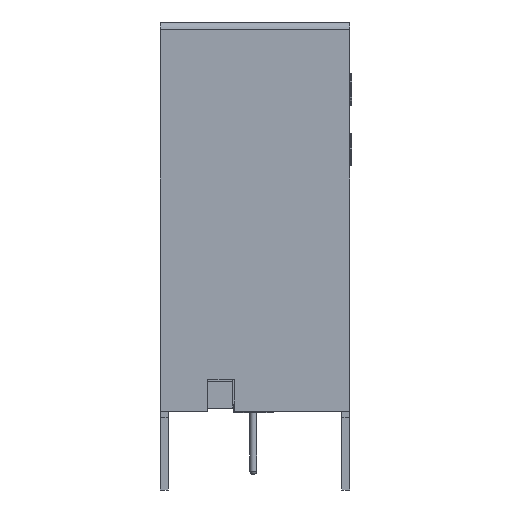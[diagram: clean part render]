
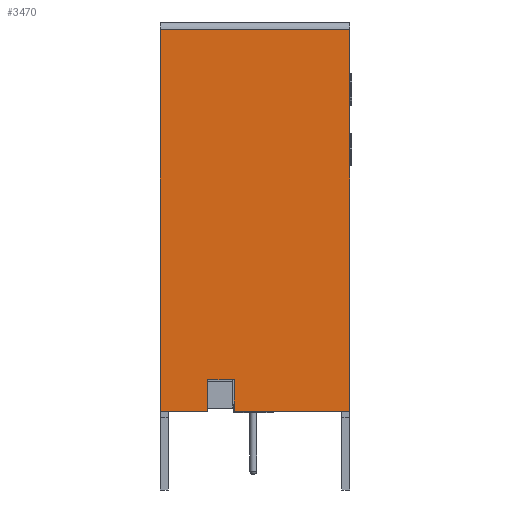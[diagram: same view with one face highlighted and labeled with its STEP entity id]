
A CAD part, left-side view. The second image highlights one B-rep face of the part: STEP entity #3470.
In plain terms, the highlighted planar face has unit normal (-1, 0, 0).
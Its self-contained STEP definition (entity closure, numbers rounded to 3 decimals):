
#903 = PLANE('',#904);
#904 = AXIS2_PLACEMENT_3D('',#905,#906,#907);
#905 = CARTESIAN_POINT('',(23.,0.,10.365));
#906 = DIRECTION('',(0.,1.,0.));
#907 = DIRECTION('',(0.,0.,1.));
#959 = PLANE('',#960);
#960 = AXIS2_PLACEMENT_3D('',#961,#962,#963);
#961 = CARTESIAN_POINT('',(23.,-12.,10.365));
#962 = DIRECTION('',(0.,1.,0.));
#963 = DIRECTION('',(0.,0.,1.));
#1557 = VERTEX_POINT('',#1558);
#1558 = CARTESIAN_POINT('',(0.,0.,0.));
#1572 = PLANE('',#1573);
#1573 = AXIS2_PLACEMENT_3D('',#1574,#1575,#1576);
#1574 = CARTESIAN_POINT('',(5.1,0.,0.));
#1575 = DIRECTION('',(0.,0.,-1.));
#1576 = DIRECTION('',(-1.,0.,0.));
#1584 = EDGE_CURVE('',#1557,#1585,#1587,.T.);
#1585 = VERTEX_POINT('',#1586);
#1586 = CARTESIAN_POINT('',(0.,0.,24.19));
#1587 = SURFACE_CURVE('',#1588,(#1592,#1599),.PCURVE_S1.);
#1588 = LINE('',#1589,#1590);
#1589 = CARTESIAN_POINT('',(0.,0.,0.));
#1590 = VECTOR('',#1591,1.);
#1591 = DIRECTION('',(0.,0.,1.));
#1592 = PCURVE('',#903,#1593);
#1593 = DEFINITIONAL_REPRESENTATION('',(#1594),#1598);
#1594 = LINE('',#1595,#1596);
#1595 = CARTESIAN_POINT('',(-10.365,-23.));
#1596 = VECTOR('',#1597,1.);
#1597 = DIRECTION('',(1.,0.));
#1598 = ( GEOMETRIC_REPRESENTATION_CONTEXT(2) 
PARAMETRIC_REPRESENTATION_CONTEXT() REPRESENTATION_CONTEXT('2D SPACE',''
  ) );
#1599 = PCURVE('',#1600,#1605);
#1600 = PLANE('',#1601);
#1601 = AXIS2_PLACEMENT_3D('',#1602,#1603,#1604);
#1602 = CARTESIAN_POINT('',(0.,0.,0.));
#1603 = DIRECTION('',(-1.,0.,0.));
#1604 = DIRECTION('',(0.,0.,1.));
#1605 = DEFINITIONAL_REPRESENTATION('',(#1606),#1610);
#1606 = LINE('',#1607,#1608);
#1607 = CARTESIAN_POINT('',(0.,0.));
#1608 = VECTOR('',#1609,1.);
#1609 = DIRECTION('',(1.,0.));
#1610 = ( GEOMETRIC_REPRESENTATION_CONTEXT(2) 
PARAMETRIC_REPRESENTATION_CONTEXT() REPRESENTATION_CONTEXT('2D SPACE',''
  ) );
#1633 = CYLINDRICAL_SURFACE('',#1634,0.5);
#1634 = AXIS2_PLACEMENT_3D('',#1635,#1636,#1637);
#1635 = CARTESIAN_POINT('',(0.5,0.,24.19));
#1636 = DIRECTION('',(0.,1.,0.));
#1637 = DIRECTION('',(1.,0.,0.));
#2477 = VERTEX_POINT('',#2478);
#2478 = CARTESIAN_POINT('',(0.,-12.,0.));
#2492 = PLANE('',#2493);
#2493 = AXIS2_PLACEMENT_3D('',#2494,#2495,#2496);
#2494 = CARTESIAN_POINT('',(5.1,0.,0.));
#2495 = DIRECTION('',(0.,0.,-1.));
#2496 = DIRECTION('',(-1.,0.,0.));
#2504 = EDGE_CURVE('',#2477,#2505,#2507,.T.);
#2505 = VERTEX_POINT('',#2506);
#2506 = CARTESIAN_POINT('',(0.,-12.,24.19));
#2507 = SURFACE_CURVE('',#2508,(#2512,#2519),.PCURVE_S1.);
#2508 = LINE('',#2509,#2510);
#2509 = CARTESIAN_POINT('',(0.,-12.,0.));
#2510 = VECTOR('',#2511,1.);
#2511 = DIRECTION('',(0.,0.,1.));
#2512 = PCURVE('',#959,#2513);
#2513 = DEFINITIONAL_REPRESENTATION('',(#2514),#2518);
#2514 = LINE('',#2515,#2516);
#2515 = CARTESIAN_POINT('',(-10.365,-23.));
#2516 = VECTOR('',#2517,1.);
#2517 = DIRECTION('',(1.,0.));
#2518 = ( GEOMETRIC_REPRESENTATION_CONTEXT(2) 
PARAMETRIC_REPRESENTATION_CONTEXT() REPRESENTATION_CONTEXT('2D SPACE',''
  ) );
#2519 = PCURVE('',#1600,#2520);
#2520 = DEFINITIONAL_REPRESENTATION('',(#2521),#2525);
#2521 = LINE('',#2522,#2523);
#2522 = CARTESIAN_POINT('',(0.,-12.));
#2523 = VECTOR('',#2524,1.);
#2524 = DIRECTION('',(1.,0.));
#2525 = ( GEOMETRIC_REPRESENTATION_CONTEXT(2) 
PARAMETRIC_REPRESENTATION_CONTEXT() REPRESENTATION_CONTEXT('2D SPACE',''
  ) );
#3423 = VERTEX_POINT('',#3424);
#3424 = CARTESIAN_POINT('',(0.,-3.,0.));
#3438 = PLANE('',#3439);
#3439 = AXIS2_PLACEMENT_3D('',#3440,#3441,#3442);
#3440 = CARTESIAN_POINT('',(0.,-3.,2.));
#3441 = DIRECTION('',(-0.,1.,0.));
#3442 = DIRECTION('',(0.,0.,-1.));
#3450 = EDGE_CURVE('',#1557,#3423,#3451,.T.);
#3451 = SURFACE_CURVE('',#3452,(#3456,#3463),.PCURVE_S1.);
#3452 = LINE('',#3453,#3454);
#3453 = CARTESIAN_POINT('',(0.,0.,0.));
#3454 = VECTOR('',#3455,1.);
#3455 = DIRECTION('',(0.,-1.,0.));
#3456 = PCURVE('',#1572,#3457);
#3457 = DEFINITIONAL_REPRESENTATION('',(#3458),#3462);
#3458 = LINE('',#3459,#3460);
#3459 = CARTESIAN_POINT('',(5.1,0.));
#3460 = VECTOR('',#3461,1.);
#3461 = DIRECTION('',(0.,-1.));
#3462 = ( GEOMETRIC_REPRESENTATION_CONTEXT(2) 
PARAMETRIC_REPRESENTATION_CONTEXT() REPRESENTATION_CONTEXT('2D SPACE',''
  ) );
#3463 = PCURVE('',#1600,#3464);
#3464 = DEFINITIONAL_REPRESENTATION('',(#3465),#3469);
#3465 = LINE('',#3466,#3467);
#3466 = CARTESIAN_POINT('',(0.,0.));
#3467 = VECTOR('',#3468,1.);
#3468 = DIRECTION('',(0.,-1.));
#3469 = ( GEOMETRIC_REPRESENTATION_CONTEXT(2) 
PARAMETRIC_REPRESENTATION_CONTEXT() REPRESENTATION_CONTEXT('2D SPACE',''
  ) );
#3470 = ADVANCED_FACE('',(#3471),#1600,.T.);
#3471 = FACE_BOUND('',#3472,.T.);
#3472 = EDGE_LOOP('',(#3473,#3474,#3475,#3498,#3526,#3554,#3575,#3576));
#3473 = ORIENTED_EDGE('',*,*,#1584,.F.);
#3474 = ORIENTED_EDGE('',*,*,#3450,.T.);
#3475 = ORIENTED_EDGE('',*,*,#3476,.F.);
#3476 = EDGE_CURVE('',#3477,#3423,#3479,.T.);
#3477 = VERTEX_POINT('',#3478);
#3478 = CARTESIAN_POINT('',(0.,-3.,2.));
#3479 = SURFACE_CURVE('',#3480,(#3484,#3491),.PCURVE_S1.);
#3480 = LINE('',#3481,#3482);
#3481 = CARTESIAN_POINT('',(0.,-3.,2.));
#3482 = VECTOR('',#3483,1.);
#3483 = DIRECTION('',(0.,0.,-1.));
#3484 = PCURVE('',#1600,#3485);
#3485 = DEFINITIONAL_REPRESENTATION('',(#3486),#3490);
#3486 = LINE('',#3487,#3488);
#3487 = CARTESIAN_POINT('',(2.,-3.));
#3488 = VECTOR('',#3489,1.);
#3489 = DIRECTION('',(-1.,0.));
#3490 = ( GEOMETRIC_REPRESENTATION_CONTEXT(2) 
PARAMETRIC_REPRESENTATION_CONTEXT() REPRESENTATION_CONTEXT('2D SPACE',''
  ) );
#3491 = PCURVE('',#3438,#3492);
#3492 = DEFINITIONAL_REPRESENTATION('',(#3493),#3497);
#3493 = LINE('',#3494,#3495);
#3494 = CARTESIAN_POINT('',(0.,0.));
#3495 = VECTOR('',#3496,1.);
#3496 = DIRECTION('',(1.,0.));
#3497 = ( GEOMETRIC_REPRESENTATION_CONTEXT(2) 
PARAMETRIC_REPRESENTATION_CONTEXT() REPRESENTATION_CONTEXT('2D SPACE',''
  ) );
#3498 = ORIENTED_EDGE('',*,*,#3499,.F.);
#3499 = EDGE_CURVE('',#3500,#3477,#3502,.T.);
#3500 = VERTEX_POINT('',#3501);
#3501 = CARTESIAN_POINT('',(0.,-4.7,2.));
#3502 = SURFACE_CURVE('',#3503,(#3507,#3514),.PCURVE_S1.);
#3503 = LINE('',#3504,#3505);
#3504 = CARTESIAN_POINT('',(0.,-4.7,2.));
#3505 = VECTOR('',#3506,1.);
#3506 = DIRECTION('',(0.,1.,0.));
#3507 = PCURVE('',#1600,#3508);
#3508 = DEFINITIONAL_REPRESENTATION('',(#3509),#3513);
#3509 = LINE('',#3510,#3511);
#3510 = CARTESIAN_POINT('',(2.,-4.7));
#3511 = VECTOR('',#3512,1.);
#3512 = DIRECTION('',(0.,1.));
#3513 = ( GEOMETRIC_REPRESENTATION_CONTEXT(2) 
PARAMETRIC_REPRESENTATION_CONTEXT() REPRESENTATION_CONTEXT('2D SPACE',''
  ) );
#3514 = PCURVE('',#3515,#3520);
#3515 = PLANE('',#3516);
#3516 = AXIS2_PLACEMENT_3D('',#3517,#3518,#3519);
#3517 = CARTESIAN_POINT('',(0.,-4.7,2.));
#3518 = DIRECTION('',(0.,0.,1.));
#3519 = DIRECTION('',(0.,1.,0.));
#3520 = DEFINITIONAL_REPRESENTATION('',(#3521),#3525);
#3521 = LINE('',#3522,#3523);
#3522 = CARTESIAN_POINT('',(0.,0.));
#3523 = VECTOR('',#3524,1.);
#3524 = DIRECTION('',(1.,0.));
#3525 = ( GEOMETRIC_REPRESENTATION_CONTEXT(2) 
PARAMETRIC_REPRESENTATION_CONTEXT() REPRESENTATION_CONTEXT('2D SPACE',''
  ) );
#3526 = ORIENTED_EDGE('',*,*,#3527,.F.);
#3527 = EDGE_CURVE('',#3528,#3500,#3530,.T.);
#3528 = VERTEX_POINT('',#3529);
#3529 = CARTESIAN_POINT('',(0.,-4.7,0.));
#3530 = SURFACE_CURVE('',#3531,(#3535,#3542),.PCURVE_S1.);
#3531 = LINE('',#3532,#3533);
#3532 = CARTESIAN_POINT('',(0.,-4.7,0.));
#3533 = VECTOR('',#3534,1.);
#3534 = DIRECTION('',(0.,0.,1.));
#3535 = PCURVE('',#1600,#3536);
#3536 = DEFINITIONAL_REPRESENTATION('',(#3537),#3541);
#3537 = LINE('',#3538,#3539);
#3538 = CARTESIAN_POINT('',(0.,-4.7));
#3539 = VECTOR('',#3540,1.);
#3540 = DIRECTION('',(1.,0.));
#3541 = ( GEOMETRIC_REPRESENTATION_CONTEXT(2) 
PARAMETRIC_REPRESENTATION_CONTEXT() REPRESENTATION_CONTEXT('2D SPACE',''
  ) );
#3542 = PCURVE('',#3543,#3548);
#3543 = PLANE('',#3544);
#3544 = AXIS2_PLACEMENT_3D('',#3545,#3546,#3547);
#3545 = CARTESIAN_POINT('',(0.,-4.7,0.));
#3546 = DIRECTION('',(0.,-1.,0.));
#3547 = DIRECTION('',(0.,0.,1.));
#3548 = DEFINITIONAL_REPRESENTATION('',(#3549),#3553);
#3549 = LINE('',#3550,#3551);
#3550 = CARTESIAN_POINT('',(0.,0.));
#3551 = VECTOR('',#3552,1.);
#3552 = DIRECTION('',(1.,0.));
#3553 = ( GEOMETRIC_REPRESENTATION_CONTEXT(2) 
PARAMETRIC_REPRESENTATION_CONTEXT() REPRESENTATION_CONTEXT('2D SPACE',''
  ) );
#3554 = ORIENTED_EDGE('',*,*,#3555,.T.);
#3555 = EDGE_CURVE('',#3528,#2477,#3556,.T.);
#3556 = SURFACE_CURVE('',#3557,(#3561,#3568),.PCURVE_S1.);
#3557 = LINE('',#3558,#3559);
#3558 = CARTESIAN_POINT('',(0.,0.,0.));
#3559 = VECTOR('',#3560,1.);
#3560 = DIRECTION('',(0.,-1.,0.));
#3561 = PCURVE('',#1600,#3562);
#3562 = DEFINITIONAL_REPRESENTATION('',(#3563),#3567);
#3563 = LINE('',#3564,#3565);
#3564 = CARTESIAN_POINT('',(0.,0.));
#3565 = VECTOR('',#3566,1.);
#3566 = DIRECTION('',(0.,-1.));
#3567 = ( GEOMETRIC_REPRESENTATION_CONTEXT(2) 
PARAMETRIC_REPRESENTATION_CONTEXT() REPRESENTATION_CONTEXT('2D SPACE',''
  ) );
#3568 = PCURVE('',#2492,#3569);
#3569 = DEFINITIONAL_REPRESENTATION('',(#3570),#3574);
#3570 = LINE('',#3571,#3572);
#3571 = CARTESIAN_POINT('',(5.1,0.));
#3572 = VECTOR('',#3573,1.);
#3573 = DIRECTION('',(0.,-1.));
#3574 = ( GEOMETRIC_REPRESENTATION_CONTEXT(2) 
PARAMETRIC_REPRESENTATION_CONTEXT() REPRESENTATION_CONTEXT('2D SPACE',''
  ) );
#3575 = ORIENTED_EDGE('',*,*,#2504,.T.);
#3576 = ORIENTED_EDGE('',*,*,#3577,.F.);
#3577 = EDGE_CURVE('',#1585,#2505,#3578,.T.);
#3578 = SURFACE_CURVE('',#3579,(#3583,#3590),.PCURVE_S1.);
#3579 = LINE('',#3580,#3581);
#3580 = CARTESIAN_POINT('',(0.,0.,24.19));
#3581 = VECTOR('',#3582,1.);
#3582 = DIRECTION('',(0.,-1.,0.));
#3583 = PCURVE('',#1600,#3584);
#3584 = DEFINITIONAL_REPRESENTATION('',(#3585),#3589);
#3585 = LINE('',#3586,#3587);
#3586 = CARTESIAN_POINT('',(24.19,0.));
#3587 = VECTOR('',#3588,1.);
#3588 = DIRECTION('',(0.,-1.));
#3589 = ( GEOMETRIC_REPRESENTATION_CONTEXT(2) 
PARAMETRIC_REPRESENTATION_CONTEXT() REPRESENTATION_CONTEXT('2D SPACE',''
  ) );
#3590 = PCURVE('',#1633,#3591);
#3591 = DEFINITIONAL_REPRESENTATION('',(#3592),#3596);
#3592 = LINE('',#3593,#3594);
#3593 = CARTESIAN_POINT('',(-3.142,0.));
#3594 = VECTOR('',#3595,1.);
#3595 = DIRECTION('',(-0.,-1.));
#3596 = ( GEOMETRIC_REPRESENTATION_CONTEXT(2) 
PARAMETRIC_REPRESENTATION_CONTEXT() REPRESENTATION_CONTEXT('2D SPACE',''
  ) );
